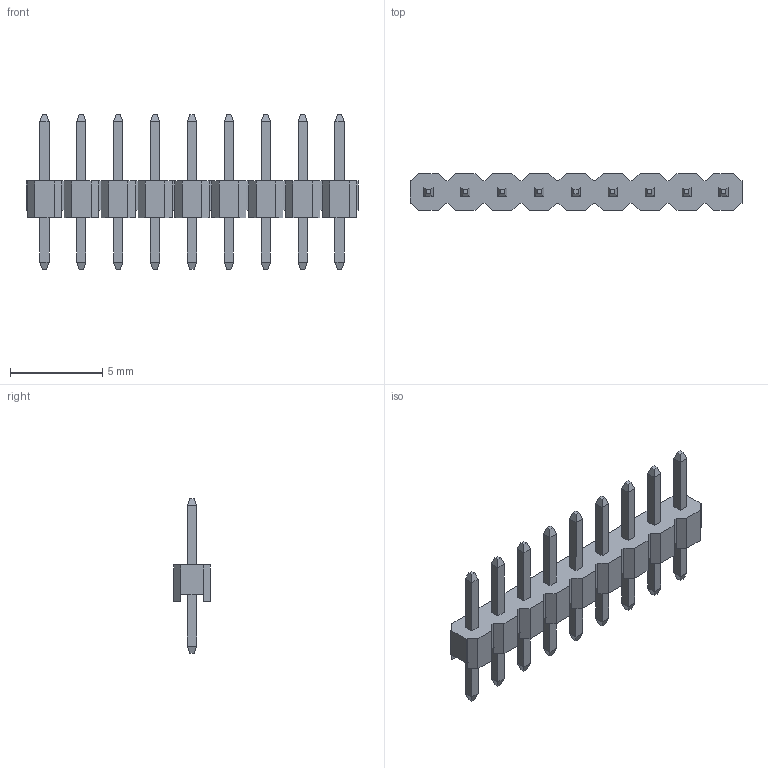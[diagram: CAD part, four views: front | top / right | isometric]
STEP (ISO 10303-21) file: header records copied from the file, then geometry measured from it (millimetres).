
FILE_DESCRIPTION(/* description */ (''),/* implementation_level */ '2;1');
FILE_NAME(/* name */ 'Sullins NRPN091PAEN-RC.step',/* time_stamp */ '2022-06-29T18:40:04+01:00',/* author */ (''),/* organization */ (''),/* preprocessor_version */ 'ST-DEVELOPER v19',/* originating_system */ 'Autodesk Translation Framework v11.7.0.108',/* authorisation */ '');
FILE_SCHEMA (('AUTOMOTIVE_DESIGN { 1 0 10303 214 3 1 1 }'));
Length unit declared in the file: millimetre
Products named in the file (1): Sullins NRPN091PAEN-RC
Bounding box: 18 x 2 x 8.4 mm (x, y, z)
Volume: 69.8 mm3; surface area: 282.1 mm2
Topology: 1 solids, 1 shells, 312 faces, 732 edges, 440 vertices
Faces by surface type: plane 312
Entity records: 8753 total; most frequent: CARTESIAN_POINT 1485, ORIENTED_EDGE 1464, DIRECTION 1358, LINE 732, VECTOR 732, EDGE_CURVE 732, VERTEX_POINT 440, EDGE_LOOP 330
